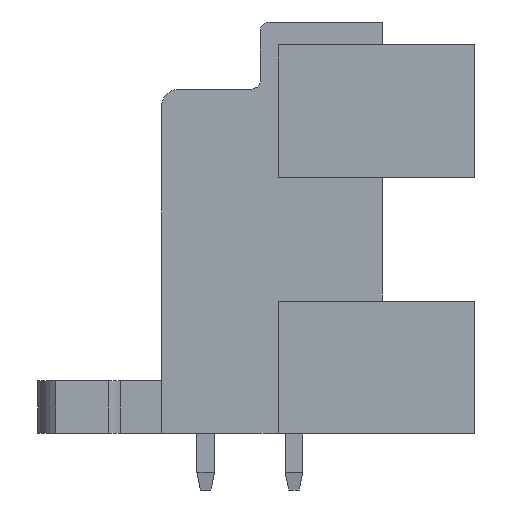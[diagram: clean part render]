
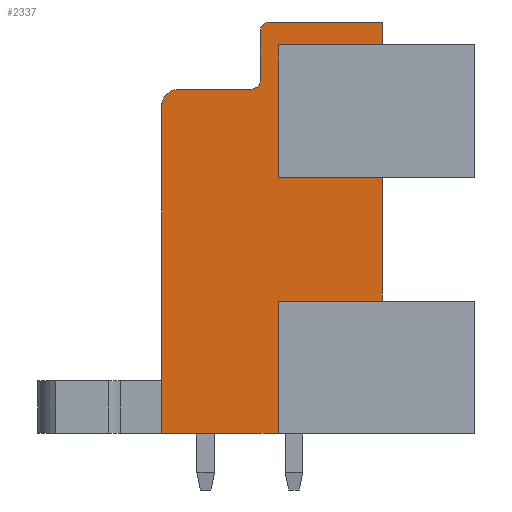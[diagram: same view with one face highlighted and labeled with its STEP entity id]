
A CAD part, left-side view. The second image highlights one B-rep face of the part: STEP entity #2337.
In plain terms, the highlighted planar face has unit normal (-1, 0, 0).
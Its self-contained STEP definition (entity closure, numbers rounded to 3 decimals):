
#105=AXIS2_PLACEMENT_3D('Plane Axis2P3D',#102,#103,#104) ;
#2042=AXIS2_PLACEMENT_3D('Circle Axis2P3D',#2040,#2041,$) ;
#2090=AXIS2_PLACEMENT_3D('Circle Axis2P3D',#2088,#2089,$) ;
#2138=AXIS2_PLACEMENT_3D('Circle Axis2P3D',#2136,#2137,$) ;
#36=CARTESIAN_POINT('Line Origine',(0.7,11.1,6.95)) ;
#40=CARTESIAN_POINT('Vertex',(0.7,11.1,10.7)) ;
#42=CARTESIAN_POINT('Vertex',(0.7,11.1,3.2)) ;
#102=CARTESIAN_POINT('Axis2P3D Location',(0.7,0.,0.)) ;
#142=CARTESIAN_POINT('Line Origine',(0.7,11.1,21.45)) ;
#146=CARTESIAN_POINT('Vertex',(0.7,11.1,25.2)) ;
#148=CARTESIAN_POINT('Vertex',(0.7,11.1,17.7)) ;
#1168=CARTESIAN_POINT('Vertex',(0.7,5.2,17.7)) ;
#1171=CARTESIAN_POINT('Line Origine',(0.7,5.2,14.2)) ;
#1175=CARTESIAN_POINT('Vertex',(0.7,5.2,10.7)) ;
#1982=CARTESIAN_POINT('Vertex',(0.7,5.2,26.5)) ;
#1985=CARTESIAN_POINT('Line Origine',(0.7,5.2,25.85)) ;
#1989=CARTESIAN_POINT('Vertex',(0.7,5.2,25.2)) ;
#2013=CARTESIAN_POINT('Vertex',(0.7,11.6,26.5)) ;
#2016=CARTESIAN_POINT('Line Origine',(0.7,8.4,26.5)) ;
#2037=CARTESIAN_POINT('Vertex',(0.7,12.1,26.)) ;
#2040=CARTESIAN_POINT('Axis2P3D Location',(0.7,11.6,26.)) ;
#2061=CARTESIAN_POINT('Vertex',(0.7,12.1,23.2)) ;
#2064=CARTESIAN_POINT('Line Origine',(0.7,12.1,24.6)) ;
#2085=CARTESIAN_POINT('Vertex',(0.7,12.6,22.7)) ;
#2088=CARTESIAN_POINT('Axis2P3D Location',(0.7,12.6,23.2)) ;
#2109=CARTESIAN_POINT('Vertex',(0.7,16.7,22.7)) ;
#2112=CARTESIAN_POINT('Line Origine',(0.7,14.65,22.7)) ;
#2133=CARTESIAN_POINT('Vertex',(0.7,17.7,21.7)) ;
#2136=CARTESIAN_POINT('Axis2P3D Location',(0.7,16.7,21.7)) ;
#2243=CARTESIAN_POINT('Vertex',(0.7,17.7,3.2)) ;
#2246=CARTESIAN_POINT('Line Origine',(0.7,17.7,12.45)) ;
#2300=CARTESIAN_POINT('Line Origine',(0.7,8.15,17.7)) ;
#2305=CARTESIAN_POINT('Line Origine',(0.7,8.15,25.2)) ;
#2310=CARTESIAN_POINT('Line Origine',(0.7,14.4,3.2)) ;
#2315=CARTESIAN_POINT('Line Origine',(0.7,8.15,10.7)) ;
#37=DIRECTION('Vector Direction',(0.,0.,1.)) ;
#103=DIRECTION('Axis2P3D Direction',(-1.,0.,0.)) ;
#104=DIRECTION('Axis2P3D XDirection',(0.,-1.,0.)) ;
#143=DIRECTION('Vector Direction',(0.,0.,1.)) ;
#1172=DIRECTION('Vector Direction',(0.,0.,-1.)) ;
#1986=DIRECTION('Vector Direction',(0.,0.,-1.)) ;
#2017=DIRECTION('Vector Direction',(0.,-1.,0.)) ;
#2041=DIRECTION('Axis2P3D Direction',(-1.,0.,0.)) ;
#2065=DIRECTION('Vector Direction',(0.,0.,1.)) ;
#2089=DIRECTION('Axis2P3D Direction',(-1.,0.,0.)) ;
#2113=DIRECTION('Vector Direction',(0.,-1.,0.)) ;
#2137=DIRECTION('Axis2P3D Direction',(-1.,0.,0.)) ;
#2247=DIRECTION('Vector Direction',(0.,0.,1.)) ;
#2301=DIRECTION('Vector Direction',(0.,1.,0.)) ;
#2306=DIRECTION('Vector Direction',(0.,-1.,0.)) ;
#2311=DIRECTION('Vector Direction',(0.,1.,0.)) ;
#2316=DIRECTION('Vector Direction',(0.,-1.,0.)) ;
#38=VECTOR('Line Direction',#37,1.) ;
#144=VECTOR('Line Direction',#143,1.) ;
#1173=VECTOR('Line Direction',#1172,1.) ;
#1987=VECTOR('Line Direction',#1986,1.) ;
#2018=VECTOR('Line Direction',#2017,1.) ;
#2066=VECTOR('Line Direction',#2065,1.) ;
#2114=VECTOR('Line Direction',#2113,1.) ;
#2248=VECTOR('Line Direction',#2247,1.) ;
#2302=VECTOR('Line Direction',#2301,1.) ;
#2307=VECTOR('Line Direction',#2306,1.) ;
#2312=VECTOR('Line Direction',#2311,1.) ;
#2317=VECTOR('Line Direction',#2316,1.) ;
#2321=ORIENTED_EDGE('',*,*,#2304,.F.) ;
#2322=ORIENTED_EDGE('',*,*,#150,.F.) ;
#2323=ORIENTED_EDGE('',*,*,#2309,.F.) ;
#2324=ORIENTED_EDGE('',*,*,#1991,.T.) ;
#2325=ORIENTED_EDGE('',*,*,#2020,.T.) ;
#2326=ORIENTED_EDGE('',*,*,#2044,.T.) ;
#2327=ORIENTED_EDGE('',*,*,#2068,.T.) ;
#2328=ORIENTED_EDGE('',*,*,#2092,.T.) ;
#2329=ORIENTED_EDGE('',*,*,#2116,.T.) ;
#2330=ORIENTED_EDGE('',*,*,#2140,.T.) ;
#2331=ORIENTED_EDGE('',*,*,#2250,.T.) ;
#2332=ORIENTED_EDGE('',*,*,#2314,.T.) ;
#2333=ORIENTED_EDGE('',*,*,#44,.F.) ;
#2334=ORIENTED_EDGE('',*,*,#2319,.F.) ;
#2335=ORIENTED_EDGE('',*,*,#1177,.T.) ;
#2337=ADVANCED_FACE('Housing',(#2336),#106,.T.) ;
#2043=CIRCLE('generated circle',#2042,0.5) ;
#2091=CIRCLE('generated circle',#2090,0.5) ;
#2139=CIRCLE('generated circle',#2138,1.) ;
#44=EDGE_CURVE('',#41,#43,#39,.F.) ;
#150=EDGE_CURVE('',#147,#149,#145,.F.) ;
#1177=EDGE_CURVE('',#1176,#1169,#1174,.F.) ;
#1991=EDGE_CURVE('',#1990,#1983,#1988,.F.) ;
#2020=EDGE_CURVE('',#1983,#2014,#2019,.F.) ;
#2044=EDGE_CURVE('',#2014,#2038,#2043,.T.) ;
#2068=EDGE_CURVE('',#2038,#2062,#2067,.F.) ;
#2092=EDGE_CURVE('',#2062,#2086,#2091,.F.) ;
#2116=EDGE_CURVE('',#2086,#2110,#2115,.F.) ;
#2140=EDGE_CURVE('',#2110,#2134,#2139,.T.) ;
#2250=EDGE_CURVE('',#2134,#2244,#2249,.F.) ;
#2304=EDGE_CURVE('',#149,#1169,#2303,.F.) ;
#2309=EDGE_CURVE('',#1990,#147,#2308,.F.) ;
#2314=EDGE_CURVE('',#2244,#43,#2313,.F.) ;
#2319=EDGE_CURVE('',#1176,#41,#2318,.F.) ;
#2320=EDGE_LOOP('',(#2321,#2322,#2323,#2324,#2325,#2326,#2327,#2328,#2329,#2330,#2331,#2332,#2333,#2334,#2335)) ;
#2336=FACE_OUTER_BOUND('',#2320,.T.) ;
#39=LINE('Line',#36,#38) ;
#145=LINE('Line',#142,#144) ;
#1174=LINE('Line',#1171,#1173) ;
#1988=LINE('Line',#1985,#1987) ;
#2019=LINE('Line',#2016,#2018) ;
#2067=LINE('Line',#2064,#2066) ;
#2115=LINE('Line',#2112,#2114) ;
#2249=LINE('Line',#2246,#2248) ;
#2303=LINE('Line',#2300,#2302) ;
#2308=LINE('Line',#2305,#2307) ;
#2313=LINE('Line',#2310,#2312) ;
#2318=LINE('Line',#2315,#2317) ;
#106=PLANE('',#105) ;
#41=VERTEX_POINT('',#40) ;
#43=VERTEX_POINT('',#42) ;
#147=VERTEX_POINT('',#146) ;
#149=VERTEX_POINT('',#148) ;
#1169=VERTEX_POINT('',#1168) ;
#1176=VERTEX_POINT('',#1175) ;
#1983=VERTEX_POINT('',#1982) ;
#1990=VERTEX_POINT('',#1989) ;
#2014=VERTEX_POINT('',#2013) ;
#2038=VERTEX_POINT('',#2037) ;
#2062=VERTEX_POINT('',#2061) ;
#2086=VERTEX_POINT('',#2085) ;
#2110=VERTEX_POINT('',#2109) ;
#2134=VERTEX_POINT('',#2133) ;
#2244=VERTEX_POINT('',#2243) ;
